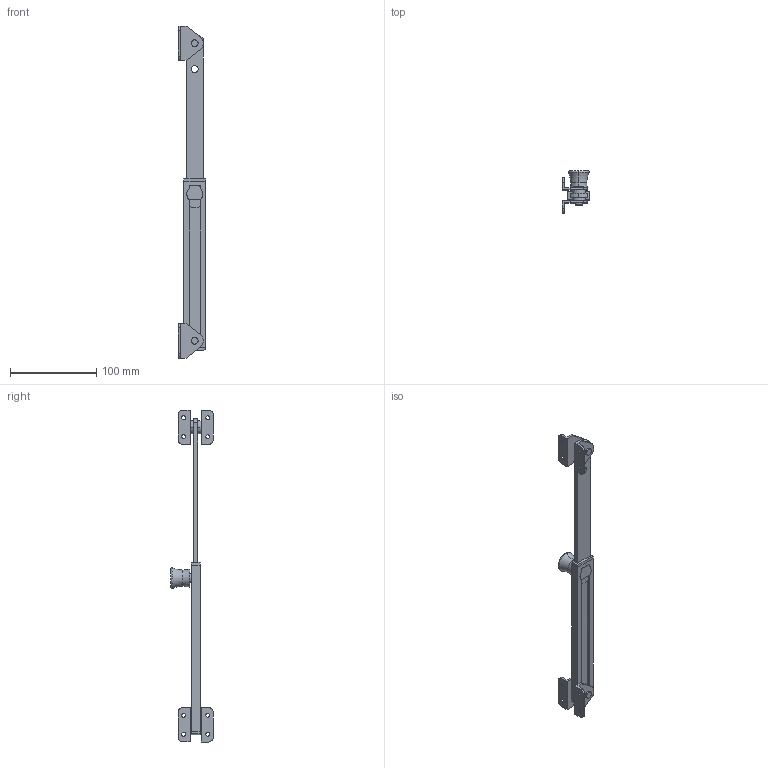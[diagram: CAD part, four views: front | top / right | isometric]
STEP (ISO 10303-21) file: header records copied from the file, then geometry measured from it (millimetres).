
FILE_DESCRIPTION (( 'STEP AP203' ), '1' );
FILE_NAME ('B-1485.STEP', '2011-10-03T04:20:37', ( '' ), ( '' ), 'SwSTEP 2.0', 'SolidWorks 2011', '' );
FILE_SCHEMA (( 'CONFIG_CONTROL_DESIGN' ));
Length unit declared in the file: millimetre
Products named in the file (12): B-1485僗僥乕栘岥僉儍僢僾_; B-1485ツマミ_; B-1485ロックピン_; B-1485傾乕儉僗儁乕僗儚僢僔儍_; B-1485僗僥乕僄儞僪僉儍僢僾_; B-1485; B-1485庢晅僽儔働僢僩B_; B-1485僫僀儘儞儚僢僔儍_; B-1485庢晅僽儔働僢僩A_; B-1485僗僥乕僽儔僠僃僢僩僺儞_; B-1485アーム_; B-1485ステー_
Assembly tree (16 placements, depth 2):
  B-1485
    B-1485僗僥乕僄儞僪僉儍僢僾_
    B-1485ステー_
    B-1485ロックピン_
    B-1485僗僥乕栘岥僉儍僢僾_
    B-1485傾乕儉僗儁乕僗儚僢僔儍_  x2
    B-1485僗僥乕僽儔僠僃僢僩僺儞_  x2
    B-1485庢晅僽儔働僢僩B_  x2
    B-1485ツマミ_
    B-1485僫僀儘儞儚僢僔儍_  x2
    B-1485庢晅僽儔働僢僩A_  x2
    B-1485アーム_
Bounding box: 31.7 x 48.9 x 385 mm (x, y, z)
Volume: 55842.3 mm3; surface area: 53801.1 mm2
Topology: 16 solids, 16 shells, 235 faces, 566 edges, 368 vertices
Faces by surface type: plane 109, cylinder 98, cone 22, torus 6
Entity records: 6506 total; most frequent: DIRECTION 950, CARTESIAN_POINT 869, ORIENTED_EDGE 824, EDGE_CURVE 412, AXIS2_PLACEMENT_3D 349, VERTEX_POINT 268, VECTOR 252, LINE 252
